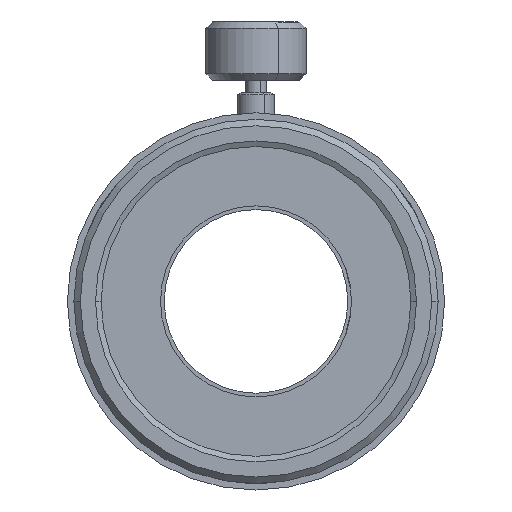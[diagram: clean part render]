
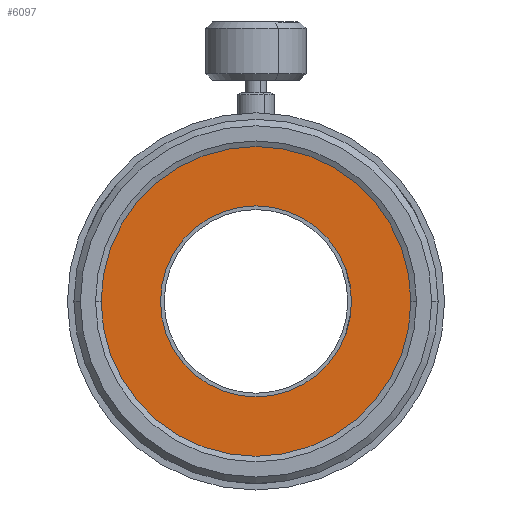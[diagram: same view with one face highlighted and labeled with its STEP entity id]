
A CAD part, left-side view. The second image highlights one B-rep face of the part: STEP entity #6097.
In plain terms, the highlighted planar face has unit normal (-1, 0, 0).
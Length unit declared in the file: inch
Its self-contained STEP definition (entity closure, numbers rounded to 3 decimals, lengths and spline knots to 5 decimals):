
#5154=CARTESIAN_POINT('',(0.2,0.49835,0.0));
#5155=VERTEX_POINT('',#5154);
#5171=CARTESIAN_POINT('',(0.2,-0.49835,0.));
#5172=VERTEX_POINT('',#5171);
#5179=CARTESIAN_POINT('',(0.2,0.0,0.0));
#5180=DIRECTION('',(1.0,0.0,0.0));
#5181=DIRECTION('',(0.0,1.0,0.0));
#5182=AXIS2_PLACEMENT_3D('',#5179,#5180,#5181);
#5183=CIRCLE('',#5182,0.49835);
#5184=EDGE_CURVE('',#5172,#5155,#5183,.T.);
#5194=CARTESIAN_POINT('',(0.2,0.295,0.0));
#5195=VERTEX_POINT('',#5194);
#5204=CARTESIAN_POINT('',(0.2,-0.295,0.));
#5205=VERTEX_POINT('',#5204);
#5206=CARTESIAN_POINT('',(0.2,0.0,0.0));
#5207=DIRECTION('',(1.0,0.0,0.0));
#5208=DIRECTION('',(0.0,1.0,0.0));
#5209=AXIS2_PLACEMENT_3D('',#5206,#5207,#5208);
#5210=CIRCLE('',#5209,0.295);
#5211=EDGE_CURVE('',#5205,#5195,#5210,.T.);
#6068=CARTESIAN_POINT('',(0.2,0.0,0.0));
#6069=DIRECTION('',(1.0,0.0,0.0));
#6070=DIRECTION('',(0.0,1.0,0.0));
#6071=AXIS2_PLACEMENT_3D('',#6068,#6069,#6070);
#6072=CIRCLE('',#6071,0.295);
#6073=EDGE_CURVE('',#5195,#5205,#6072,.T.);
#6078=CARTESIAN_POINT('',(0.2,0.39667,0.0));
#6079=DIRECTION('',(-1.0,0.0,0.0));
#6080=DIRECTION('',(0.0,0.0,1.0));
#6081=AXIS2_PLACEMENT_3D('',#6078,#6079,#6080);
#6082=PLANE('',#6081);
#6083=CARTESIAN_POINT('',(0.2,0.0,0.0));
#6084=DIRECTION('',(1.0,0.0,0.0));
#6085=DIRECTION('',(0.0,1.0,0.0));
#6086=AXIS2_PLACEMENT_3D('',#6083,#6084,#6085);
#6087=CIRCLE('',#6086,0.49835);
#6088=EDGE_CURVE('',#5155,#5172,#6087,.T.);
#6089=ORIENTED_EDGE('',*,*,#6088,.F.);
#6090=ORIENTED_EDGE('',*,*,#5184,.F.);
#6091=EDGE_LOOP('',(#6089,#6090));
#6092=FACE_OUTER_BOUND('',#6091,.T.);
#6093=ORIENTED_EDGE('',*,*,#6073,.T.);
#6094=ORIENTED_EDGE('',*,*,#5211,.T.);
#6095=EDGE_LOOP('',(#6093,#6094));
#6096=FACE_BOUND('',#6095,.T.);
#6097=ADVANCED_FACE('',(#6092,#6096),#6082,.T.);
